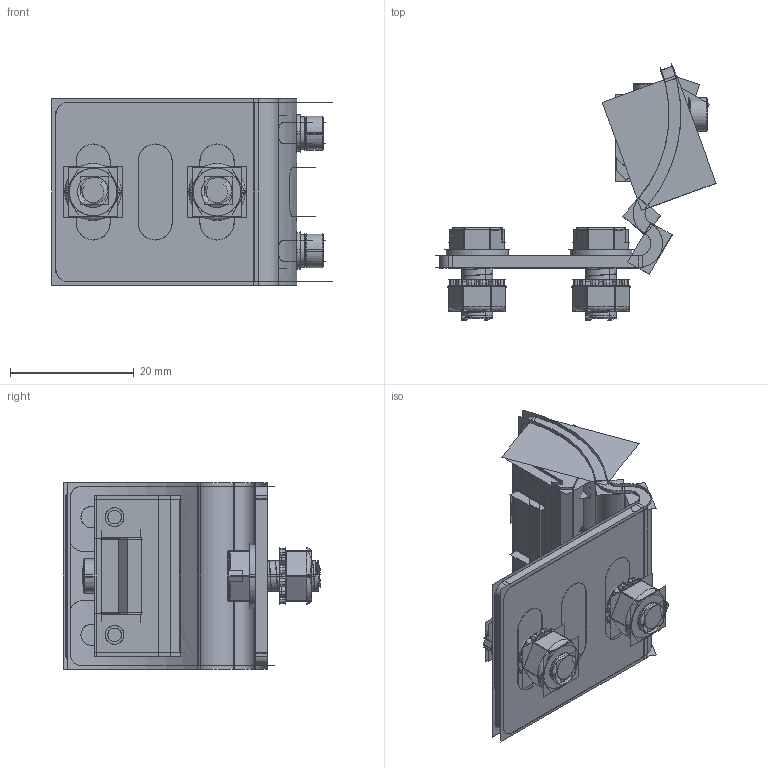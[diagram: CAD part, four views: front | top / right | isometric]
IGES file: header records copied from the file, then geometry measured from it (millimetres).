
Start section:  PTC IGES file: 147225.igs
Global section: file name: 147225.igs; native system: Creo Parametric by PTC Inc.; preprocessor: 2018300; author: pdmadmin; organization: Unknown; date: 20190404.104211; units: millimetre
Bounding box: 45.22 x 41.55 x 30.16 mm (x, y, z)
Volume: 6339 mm3; surface area: 62813.2 mm2
Topology: 14 solids, 19 shells, 1536 faces, 8989 edges, 12103 vertices
Faces by surface type: revolution 796, bspline 740
